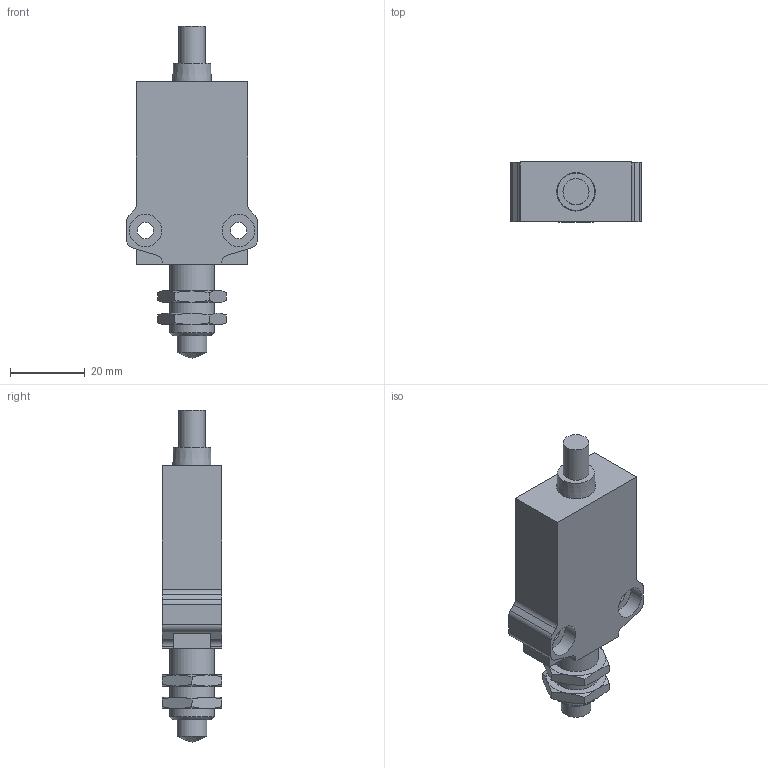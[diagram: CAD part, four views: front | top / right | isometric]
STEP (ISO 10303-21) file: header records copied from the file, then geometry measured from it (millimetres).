
FILE_DESCRIPTION (( 'STEP AP214' ), '1' );
FILE_NAME ('AEP2G21Z22-1.STEP', '2023-06-27T10:35:26', ( '' ), ( '' ), 'SwSTEP 2.0', 'SolidWorks 2021', '' );
FILE_SCHEMA (( 'AUTOMOTIVE_DESIGN' ));
Length unit declared in the file: inch
Products named in the file (1): AEP2G21Z22-1
Bounding box: 35 x 16 x 89.1 mm (x, y, z)
Volume: 26378.3 mm3; surface area: 9497.7 mm2
Topology: 3 solids, 8 shells, 118 faces, 258 edges, 165 vertices
Faces by surface type: plane 60, cone 30, cylinder 27, bspline 1
Full cylindrical faces by diameter (mm): 4.4 x2, 7 x1, 7.95 x1, 8.05 x2, 8.7 x4, 12 x3
Entity records: 3339 total; most frequent: CARTESIAN_POINT 798, DIRECTION 504, ORIENTED_EDGE 478, EDGE_CURVE 239, AXIS2_PLACEMENT_3D 203, VERTEX_POINT 161, EDGE_LOOP 150, FACE_OUTER_BOUND 131
